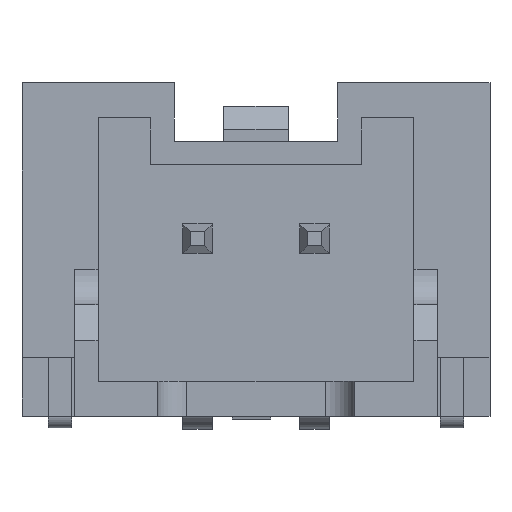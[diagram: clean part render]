
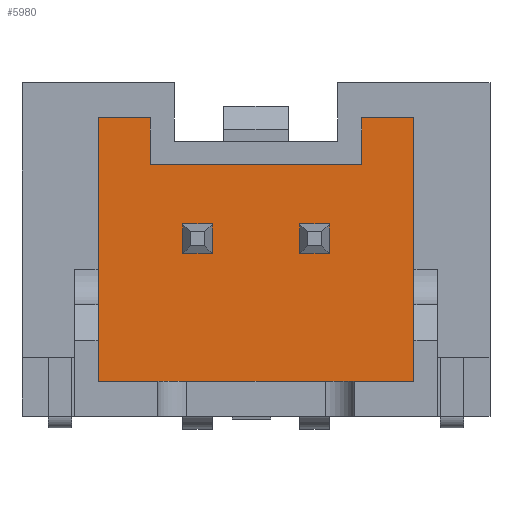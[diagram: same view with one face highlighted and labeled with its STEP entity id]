
A CAD part, front view. The second image highlights one B-rep face of the part: STEP entity #5980.
In plain terms, the highlighted planar face has unit normal (0, -1, 0).
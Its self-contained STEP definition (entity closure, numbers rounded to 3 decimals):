
#559=DIRECTION('',(0.,0.,-1.));
#560=VECTOR('',#559,4.5);
#561=CARTESIAN_POINT('',(-2.7,2.75,5.1));
#562=LINE('',#561,#560);
#1453=DIRECTION('',(0.,0.,1.));
#1454=VECTOR('',#1453,4.5);
#1455=CARTESIAN_POINT('',(2.7,2.75,0.6));
#1456=LINE('',#1455,#1454);
#1465=DIRECTION('',(-1.,0.,0.));
#1466=VECTOR('',#1465,0.893);
#1467=CARTESIAN_POINT('',(-1.807,2.75,5.1));
#1468=LINE('',#1467,#1466);
#1469=DIRECTION('',(0.,0.,1.));
#1470=VECTOR('',#1469,0.8);
#1471=CARTESIAN_POINT('',(-1.807,2.75,4.3));
#1472=LINE('',#1471,#1470);
#1473=DIRECTION('',(-1.,0.,0.));
#1474=VECTOR('',#1473,3.614);
#1475=CARTESIAN_POINT('',(1.807,2.75,4.3));
#1476=LINE('',#1475,#1474);
#1477=DIRECTION('',(0.,0.,-1.));
#1478=VECTOR('',#1477,0.8);
#1479=CARTESIAN_POINT('',(1.807,2.75,5.1));
#1480=LINE('',#1479,#1478);
#1481=DIRECTION('',(-1.,0.,0.));
#1482=VECTOR('',#1481,0.893);
#1483=CARTESIAN_POINT('',(2.7,2.75,5.1));
#1484=LINE('',#1483,#1482);
#1485=DIRECTION('',(1.,0.,0.));
#1486=VECTOR('',#1485,5.4);
#1487=CARTESIAN_POINT('',(-2.7,2.75,0.6));
#1488=LINE('',#1487,#1486);
#1489=DIRECTION('',(0.,0.,-1.));
#1490=VECTOR('',#1489,0.5);
#1491=CARTESIAN_POINT('',(0.75,2.75,3.285));
#1492=LINE('',#1491,#1490);
#1493=DIRECTION('',(1.,0.,0.));
#1494=VECTOR('',#1493,0.5);
#1495=CARTESIAN_POINT('',(0.75,2.75,2.785));
#1496=LINE('',#1495,#1494);
#1497=DIRECTION('',(0.,0.,1.));
#1498=VECTOR('',#1497,0.5);
#1499=CARTESIAN_POINT('',(1.25,2.75,2.785));
#1500=LINE('',#1499,#1498);
#1501=DIRECTION('',(-1.,0.,0.));
#1502=VECTOR('',#1501,0.5);
#1503=CARTESIAN_POINT('',(1.25,2.75,3.285));
#1504=LINE('',#1503,#1502);
#1505=DIRECTION('',(0.,0.,-1.));
#1506=VECTOR('',#1505,0.5);
#1507=CARTESIAN_POINT('',(-1.25,2.75,3.285));
#1508=LINE('',#1507,#1506);
#1509=DIRECTION('',(1.,0.,0.));
#1510=VECTOR('',#1509,0.5);
#1511=CARTESIAN_POINT('',(-1.25,2.75,2.785));
#1512=LINE('',#1511,#1510);
#1513=DIRECTION('',(0.,0.,1.));
#1514=VECTOR('',#1513,0.5);
#1515=CARTESIAN_POINT('',(-0.75,2.75,2.785));
#1516=LINE('',#1515,#1514);
#1517=DIRECTION('',(-1.,0.,0.));
#1518=VECTOR('',#1517,0.5);
#1519=CARTESIAN_POINT('',(-0.75,2.75,3.285));
#1520=LINE('',#1519,#1518);
#3367=CARTESIAN_POINT('',(-2.7,2.75,0.6));
#3368=CARTESIAN_POINT('',(2.7,2.75,0.6));
#3369=VERTEX_POINT('',#3367);
#3370=VERTEX_POINT('',#3368);
#3371=CARTESIAN_POINT('',(2.7,2.75,5.1));
#3372=CARTESIAN_POINT('',(1.807,2.75,5.1));
#3373=VERTEX_POINT('',#3371);
#3374=VERTEX_POINT('',#3372);
#3375=CARTESIAN_POINT('',(1.807,2.75,4.3));
#3376=VERTEX_POINT('',#3375);
#3377=CARTESIAN_POINT('',(-1.807,2.75,4.3));
#3378=VERTEX_POINT('',#3377);
#3379=CARTESIAN_POINT('',(-1.807,2.75,5.1));
#3380=VERTEX_POINT('',#3379);
#3381=CARTESIAN_POINT('',(-2.7,2.75,5.1));
#3382=VERTEX_POINT('',#3381);
#3447=CARTESIAN_POINT('',(0.75,2.75,3.285));
#3448=CARTESIAN_POINT('',(0.75,2.75,2.785));
#3449=VERTEX_POINT('',#3447);
#3450=VERTEX_POINT('',#3448);
#3451=CARTESIAN_POINT('',(1.25,2.75,2.785));
#3452=VERTEX_POINT('',#3451);
#3453=CARTESIAN_POINT('',(1.25,2.75,3.285));
#3454=VERTEX_POINT('',#3453);
#3487=CARTESIAN_POINT('',(-1.25,2.75,3.285));
#3488=CARTESIAN_POINT('',(-1.25,2.75,2.785));
#3489=VERTEX_POINT('',#3487);
#3490=VERTEX_POINT('',#3488);
#3491=CARTESIAN_POINT('',(-0.75,2.75,2.785));
#3492=VERTEX_POINT('',#3491);
#3493=CARTESIAN_POINT('',(-0.75,2.75,3.285));
#3494=VERTEX_POINT('',#3493);
#5940=CARTESIAN_POINT('',(0.,2.75,0.));
#5941=DIRECTION('',(0.,-1.,0.));
#5942=DIRECTION('',(1.,0.,0.));
#5943=AXIS2_PLACEMENT_3D('',#5940,#5941,#5942);
#5944=PLANE('',#5943);
#5945=ORIENTED_EDGE('',*,*,#4403,.F.);
#5947=ORIENTED_EDGE('',*,*,#5946,.F.);
#5949=ORIENTED_EDGE('',*,*,#5948,.F.);
#5951=ORIENTED_EDGE('',*,*,#5950,.F.);
#5953=ORIENTED_EDGE('',*,*,#5952,.F.);
#5955=ORIENTED_EDGE('',*,*,#5954,.F.);
#5956=ORIENTED_EDGE('',*,*,#5888,.F.);
#5957=ORIENTED_EDGE('',*,*,#4375,.F.);
#5958=EDGE_LOOP('',(#5945,#5947,#5949,#5951,#5953,#5955,#5956,#5957));
#5959=FACE_OUTER_BOUND('',#5958,.F.);
#5961=ORIENTED_EDGE('',*,*,#5960,.T.);
#5963=ORIENTED_EDGE('',*,*,#5962,.T.);
#5965=ORIENTED_EDGE('',*,*,#5964,.T.);
#5967=ORIENTED_EDGE('',*,*,#5966,.T.);
#5968=EDGE_LOOP('',(#5961,#5963,#5965,#5967));
#5969=FACE_BOUND('',#5968,.F.);
#5971=ORIENTED_EDGE('',*,*,#5970,.T.);
#5973=ORIENTED_EDGE('',*,*,#5972,.T.);
#5975=ORIENTED_EDGE('',*,*,#5974,.T.);
#5977=ORIENTED_EDGE('',*,*,#5976,.T.);
#5978=EDGE_LOOP('',(#5971,#5973,#5975,#5977));
#5979=FACE_BOUND('',#5978,.F.);
#4375=EDGE_CURVE('',#3369,#3370,#1488,.T.);
#4403=EDGE_CURVE('',#3382,#3369,#562,.T.);
#5888=EDGE_CURVE('',#3370,#3373,#1456,.T.);
#5946=EDGE_CURVE('',#3380,#3382,#1468,.T.);
#5948=EDGE_CURVE('',#3378,#3380,#1472,.T.);
#5950=EDGE_CURVE('',#3376,#3378,#1476,.T.);
#5952=EDGE_CURVE('',#3374,#3376,#1480,.T.);
#5954=EDGE_CURVE('',#3373,#3374,#1484,.T.);
#5960=EDGE_CURVE('',#3449,#3450,#1492,.T.);
#5962=EDGE_CURVE('',#3450,#3452,#1496,.T.);
#5964=EDGE_CURVE('',#3452,#3454,#1500,.T.);
#5966=EDGE_CURVE('',#3454,#3449,#1504,.T.);
#5970=EDGE_CURVE('',#3489,#3490,#1508,.T.);
#5972=EDGE_CURVE('',#3490,#3492,#1512,.T.);
#5974=EDGE_CURVE('',#3492,#3494,#1516,.T.);
#5976=EDGE_CURVE('',#3494,#3489,#1520,.T.);
#5980=ADVANCED_FACE('',(#5959,#5969,#5979),#5944,.T.);
